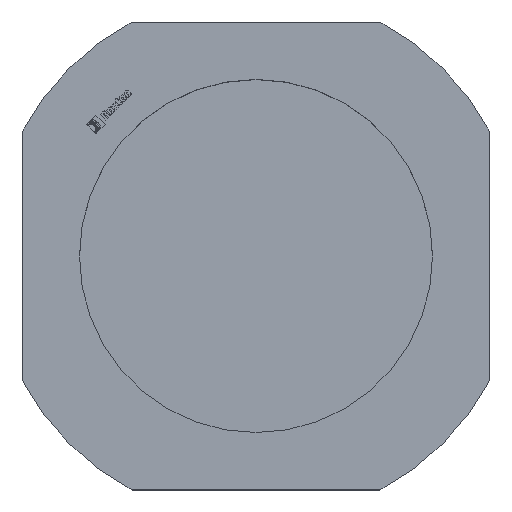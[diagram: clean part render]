
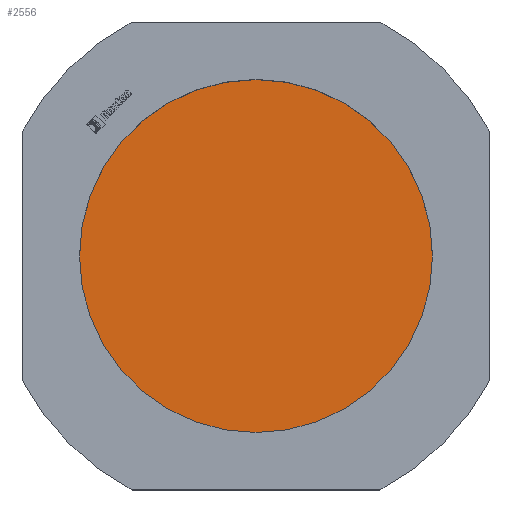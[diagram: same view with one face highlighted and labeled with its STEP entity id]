
A CAD part, top view. The second image highlights one B-rep face of the part: STEP entity #2556.
In plain terms, the highlighted planar face has unit normal (0, 0, 1).
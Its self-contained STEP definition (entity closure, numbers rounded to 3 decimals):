
#177=FACE_OUTER_BOUND('',#327,.T.);
#327=EDGE_LOOP('',(#1731));
#497=CIRCLE('',#2739,149.);
#1085=VERTEX_POINT('',#3479);
#1342=EDGE_CURVE('',#1085,#1085,#497,.T.);
#1731=ORIENTED_EDGE('',*,*,#1342,.F.);
#2457=PLANE('',#2738);
#2556=ADVANCED_FACE('',(#177),#2457,.T.);
#2738=AXIS2_PLACEMENT_3D('',#3478,#2914,#2915);
#2739=AXIS2_PLACEMENT_3D('',#3480,#2916,#2917);
#2914=DIRECTION('center_axis',(0.,0.,
1.));
#2915=DIRECTION('ref_axis',(-1.,0.,0.));
#2916=DIRECTION('center_axis',(0.,0.,
-1.));
#2917=DIRECTION('ref_axis',(0.,-1.,0.));
#3478=CARTESIAN_POINT('Origin',(0.,74.5,-84.));
#3479=CARTESIAN_POINT('',(0.,149.,-84.));
#3480=CARTESIAN_POINT('Origin',(0.,0.,
-84.));
